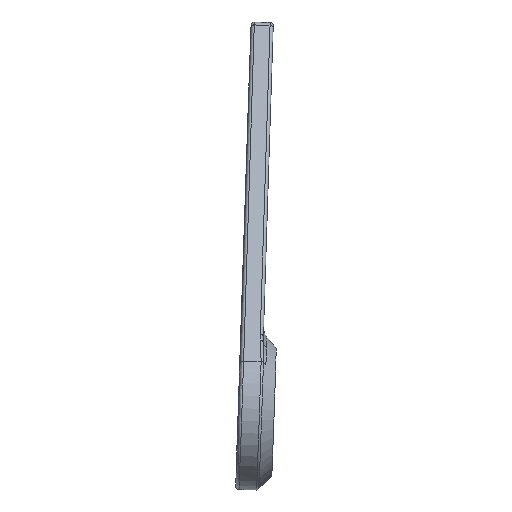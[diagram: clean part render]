
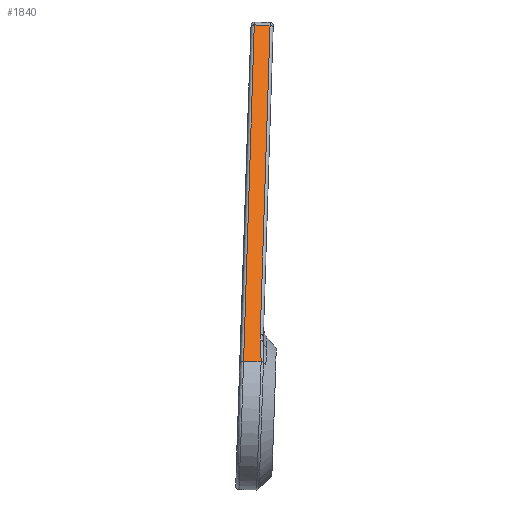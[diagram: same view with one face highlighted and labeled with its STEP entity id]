
A CAD part, top view. The second image highlights one B-rep face of the part: STEP entity #1840.
In plain terms, the highlighted face is planar.
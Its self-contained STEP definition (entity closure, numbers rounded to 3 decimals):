
#20 = CARTESIAN_POINT ( 'NONE',  ( -117.344, -42.42, 137.627 ) ) ;
#145 = DIRECTION ( 'NONE',  ( 0.999, 0., 0.037 ) ) ;
#168 = CARTESIAN_POINT ( 'NONE',  ( -117.341, -42.459, 137.671 ) ) ;
#185 = VERTEX_POINT ( 'NONE', #2049 ) ;
#205 = CARTESIAN_POINT ( 'NONE',  ( -117.307, -44.358, 139.841 ) ) ;
#356 = CARTESIAN_POINT ( 'NONE',  ( -117.34, -42.478, 137.693 ) ) ;
#358 = B_SPLINE_CURVE_WITH_KNOTS ( 'NONE', 3,
 ( #20, #1548, #2323, #1368, #2132, #408, #1178, #1936 ),
 .UNSPECIFIED., .F., .F.,
 ( 4, 2, 2, 4 ),
 ( 0., 2.598, 5.195, 10.391 ),
 .UNSPECIFIED. ) ;
#360 = CARTESIAN_POINT ( 'NONE',  ( -110.02, -153.776, 265.053 ) ) ;
#408 = CARTESIAN_POINT ( 'NONE',  ( -117.639, -37.866, 132.416 ) ) ;
#466 = CARTESIAN_POINT ( 'NONE',  ( -117.307, -44.358, 139.841 ) ) ;
#493 = VERTEX_POINT ( 'NONE', #1837 ) ;
#500 = B_SPLINE_CURVE_WITH_KNOTS ( 'NONE', 1,
 ( #660, #1077 ),
 .UNSPECIFIED., .F., .F.,
 ( 2, 2 ),
 ( 0., 5.969 ),
 .UNSPECIFIED. ) ;
#544 = CARTESIAN_POINT ( 'NONE',  ( -117.34, -42.478, 137.693 ) ) ;
#571 = VERTEX_POINT ( 'NONE', #356 ) ;
#646 = B_SPLINE_CURVE_WITH_KNOTS ( 'NONE', 3,
 ( #544, #168, #1678, #2262 ),
 .UNSPECIFIED., .F., .F.,
 ( 4, 4 ),
 ( 0., 0.087 ),
 .UNSPECIFIED. ) ;
#660 = CARTESIAN_POINT ( 'NONE',  ( -115.059, -142.933, 252.484 ) ) ;
#687 = ORIENTED_EDGE ( 'NONE', *, *, #1067, .F. ) ;
#862 = ORIENTED_EDGE ( 'NONE', *, *, #2448, .T. ) ;
#966 = VERTEX_POINT ( 'NONE', #2219 ) ;
#973 = VERTEX_POINT ( 'NONE', #1821 ) ;
#1067 = EDGE_CURVE ( 'NONE', #973, #185, #1732, .T. ) ;
#1077 = CARTESIAN_POINT ( 'NONE',  ( -121.025, -142.945, 252.276 ) ) ;
#1099 = FACE_OUTER_BOUND ( 'NONE', #2447, .T. ) ;
#1150 = CARTESIAN_POINT ( 'NONE',  ( -117.65, -35.585, 129.81 ) ) ;
#1178 = CARTESIAN_POINT ( 'NONE',  ( -117.675, -36.726, 131.113 ) ) ;
#1237 = CARTESIAN_POINT ( 'NONE',  ( -117.307, -44.358, 139.841 ) ) ;
#1368 = CARTESIAN_POINT ( 'NONE',  ( -117.508, -40.144, 135.022 ) ) ;
#1410 = CARTESIAN_POINT ( 'NONE',  ( -117.297, -44.045, 139.484 ) ) ;
#1531 = VERTEX_POINT ( 'NONE', #205 ) ;
#1548 = CARTESIAN_POINT ( 'NONE',  ( -117.384, -41.85, 136.974 ) ) ;
#1570 = CARTESIAN_POINT ( 'NONE',  ( -111.011, -35.571, 130.042 ) ) ;
#1610 = CARTESIAN_POINT ( 'NONE',  ( -117.298, -43.731, 139.125 ) ) ;
#1647 = DIRECTION ( 'NONE',  ( -0.025, 0.752, 0.659 ) ) ;
#1678 = CARTESIAN_POINT ( 'NONE',  ( -117.343, -42.44, 137.649 ) ) ;
#1732 = B_SPLINE_CURVE_WITH_KNOTS ( 'NONE', 1,
 ( #1150, #2326 ),
 .UNSPECIFIED., .F., .F.,
 ( 2, 2 ),
 ( 0., 6.643 ),
 .UNSPECIFIED. ) ;
#1821 = CARTESIAN_POINT ( 'NONE',  ( -117.65, -35.585, 129.81 ) ) ;
#1837 = CARTESIAN_POINT ( 'NONE',  ( -117.344, -42.42, 137.627 ) ) ;
#1840 = ADVANCED_FACE ( 'NONE', ( #1099 ), #2228, .T. ) ;
#1877 = ORIENTED_EDGE ( 'NONE', *, *, #1969, .F. ) ;
#1936 = CARTESIAN_POINT ( 'NONE',  ( -117.65, -35.585, 129.81 ) ) ;
#1941 = AXIS2_PLACEMENT_3D ( 'NONE', #360, #1647, #145 ) ;
#1969 = EDGE_CURVE ( 'NONE', #493, #973, #358, .T. ) ;
#2014 = CARTESIAN_POINT ( 'NONE',  ( -117.309, -43.104, 138.409 ) ) ;
#2045 = ORIENTED_EDGE ( 'NONE', *, *, #2137, .T. ) ;
#2049 = CARTESIAN_POINT ( 'NONE',  ( -111.011, -35.571, 130.042 ) ) ;
#2088 = EDGE_CURVE ( 'NONE', #185, #2438, #2450, .T. ) ;
#2105 = EDGE_CURVE ( 'NONE', #2438, #966, #500, .T. ) ;
#2132 = CARTESIAN_POINT ( 'NONE',  ( -117.546, -39.575, 134.37 ) ) ;
#2137 = EDGE_CURVE ( 'NONE', #1531, #966, #2240, .T. ) ;
#2174 = B_SPLINE_CURVE_WITH_KNOTS ( 'NONE', 3,
 ( #2181, #2196, #2014, #1610, #1410, #1237 ),
 .UNSPECIFIED., .F., .F.,
 ( 4, 2, 4 ),
 ( 0., 1.428, 2.856 ),
 .UNSPECIFIED. ) ;
#2181 = CARTESIAN_POINT ( 'NONE',  ( -117.34, -42.478, 137.693 ) ) ;
#2196 = CARTESIAN_POINT ( 'NONE',  ( -117.319, -42.791, 138.051 ) ) ;
#2199 = CARTESIAN_POINT ( 'NONE',  ( -115.059, -142.933, 252.484 ) ) ;
#2219 = CARTESIAN_POINT ( 'NONE',  ( -121.025, -142.945, 252.276 ) ) ;
#2228 = PLANE ( 'NONE',  #1941 ) ;
#2238 = EDGE_CURVE ( 'NONE', #571, #493, #646, .T. ) ;
#2240 = B_SPLINE_CURVE_WITH_KNOTS ( 'NONE', 1,
 ( #466, #2390 ),
 .UNSPECIFIED., .F., .F.,
 ( 2, 2 ),
 ( -149.582, 0. ),
 .UNSPECIFIED. ) ;
#2262 = CARTESIAN_POINT ( 'NONE',  ( -117.344, -42.42, 137.627 ) ) ;
#2320 = ORIENTED_EDGE ( 'NONE', *, *, #2238, .F. ) ;
#2323 = CARTESIAN_POINT ( 'NONE',  ( -117.427, -41.282, 136.325 ) ) ;
#2324 = ORIENTED_EDGE ( 'NONE', *, *, #2088, .F. ) ;
#2326 = CARTESIAN_POINT ( 'NONE',  ( -111.011, -35.571, 130.042 ) ) ;
#2349 = CARTESIAN_POINT ( 'NONE',  ( -115.059, -142.933, 252.484 ) ) ;
#2370 = ORIENTED_EDGE ( 'NONE', *, *, #2105, .F. ) ;
#2390 = CARTESIAN_POINT ( 'NONE',  ( -121.025, -142.945, 252.276 ) ) ;
#2438 = VERTEX_POINT ( 'NONE', #2349 ) ;
#2447 = EDGE_LOOP ( 'NONE', ( #2045, #2370, #2324, #687, #1877, #2320, #862 ) ) ;
#2448 = EDGE_CURVE ( 'NONE', #571, #1531, #2174, .T. ) ;
#2450 = B_SPLINE_CURVE_WITH_KNOTS ( 'NONE', 1,
 ( #1570, #2199 ),
 .UNSPECIFIED., .F., .F.,
 ( 2, 2 ),
 ( 0., 162.896 ),
 .UNSPECIFIED. ) ;
